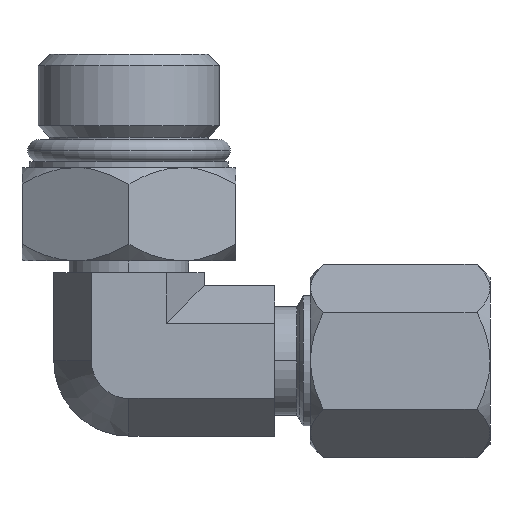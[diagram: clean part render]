
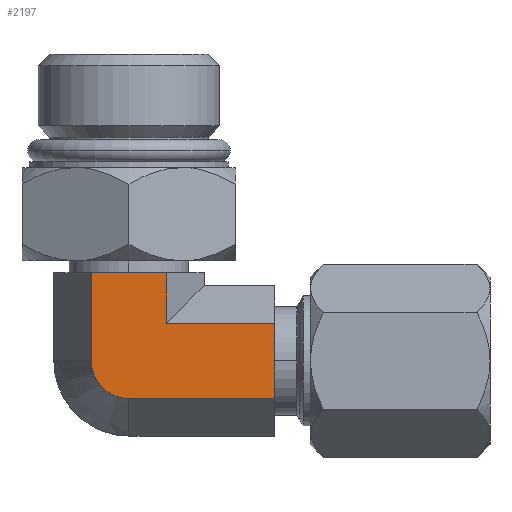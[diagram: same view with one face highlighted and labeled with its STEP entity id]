
A CAD part, front view. The second image highlights one B-rep face of the part: STEP entity #2197.
In plain terms, the highlighted planar face has unit normal (0, -1, 0).
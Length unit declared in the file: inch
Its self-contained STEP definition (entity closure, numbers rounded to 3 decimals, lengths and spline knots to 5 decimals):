
#245=DIRECTION('',(1.,0.,0.));
#246=VECTOR('',#245,0.25259);
#247=CARTESIAN_POINT('',(-0.1263,-0.21875,0.29634));
#248=LINE('',#247,#246);
#252=DIRECTION('',(-1.,0.,0.));
#253=VECTOR('',#252,0.4895);
#254=CARTESIAN_POINT('',(0.4895,-0.21875,-0.1263));
#255=LINE('',#254,#253);
#259=CARTESIAN_POINT('',(0.,-0.21875,0.));
#260=DIRECTION('',(0.,1.,0.));
#261=DIRECTION('',(0.,0.,-1.));
#262=AXIS2_PLACEMENT_3D('',#259,#260,#261);
#267=DIRECTION('',(0.,0.,1.));
#268=VECTOR('',#267,0.29634);
#269=CARTESIAN_POINT('',(-0.1263,-0.21875,0.));
#270=LINE('',#269,#268);
#281=DIRECTION('',(0.,0.,1.));
#282=VECTOR('',#281,0.17004);
#283=CARTESIAN_POINT('',(0.1263,-0.21875,0.1263));
#284=LINE('',#283,#282);
#388=DIRECTION('',(0.,0.,1.));
#389=VECTOR('',#388,0.25259);
#390=CARTESIAN_POINT('',(0.4895,-0.21875,-0.1263));
#391=LINE('',#390,#389);
#453=DIRECTION('',(-1.,0.,0.));
#454=VECTOR('',#453,0.3632);
#455=CARTESIAN_POINT('',(0.4895,-0.21875,0.1263));
#456=LINE('',#455,#454);
#1755=CARTESIAN_POINT('',(0.,-0.21875,-0.1263));
#1756=CARTESIAN_POINT('',(-0.1263,-0.21875,0.));
#1757=VERTEX_POINT('',#1755);
#1758=VERTEX_POINT('',#1756);
#1759=CARTESIAN_POINT('',(0.4895,-0.21875,0.1263));
#1760=CARTESIAN_POINT('',(0.1263,-0.21875,0.1263));
#1761=VERTEX_POINT('',#1759);
#1762=VERTEX_POINT('',#1760);
#1763=CARTESIAN_POINT('',(0.4895,-0.21875,-0.1263));
#1764=VERTEX_POINT('',#1763);
#1890=CARTESIAN_POINT('',(-0.1263,-0.21875,0.29634));
#1891=CARTESIAN_POINT('',(0.1263,-0.21875,0.29634));
#1892=VERTEX_POINT('',#1890);
#1893=VERTEX_POINT('',#1891);
#2177=CARTESIAN_POINT('',(0.1263,-0.21875,0.4895));
#2178=DIRECTION('',(0.,-1.,0.));
#2179=DIRECTION('',(-1.,0.,0.));
#2180=AXIS2_PLACEMENT_3D('',#2177,#2178,#2179);
#2181=PLANE('',#2180);
#2182=ORIENTED_EDGE('',*,*,#2158,.T.);
#2184=ORIENTED_EDGE('',*,*,#2183,.F.);
#2186=ORIENTED_EDGE('',*,*,#2185,.F.);
#2188=ORIENTED_EDGE('',*,*,#2187,.F.);
#2190=ORIENTED_EDGE('',*,*,#2189,.T.);
#2192=ORIENTED_EDGE('',*,*,#2191,.T.);
#2194=ORIENTED_EDGE('',*,*,#2193,.T.);
#2195=EDGE_LOOP('',(#2182,#2184,#2186,#2188,#2190,#2192,#2194));
#2196=FACE_OUTER_BOUND('',#2195,.F.);
#263=CIRCLE('',#262,0.1263);
#2158=EDGE_CURVE('',#1892,#1893,#248,.T.);
#2183=EDGE_CURVE('',#1762,#1893,#284,.T.);
#2185=EDGE_CURVE('',#1761,#1762,#456,.T.);
#2187=EDGE_CURVE('',#1764,#1761,#391,.T.);
#2189=EDGE_CURVE('',#1764,#1757,#255,.T.);
#2191=EDGE_CURVE('',#1757,#1758,#263,.T.);
#2193=EDGE_CURVE('',#1758,#1892,#270,.T.);
#2197=ADVANCED_FACE('',(#2196),#2181,.T.);
